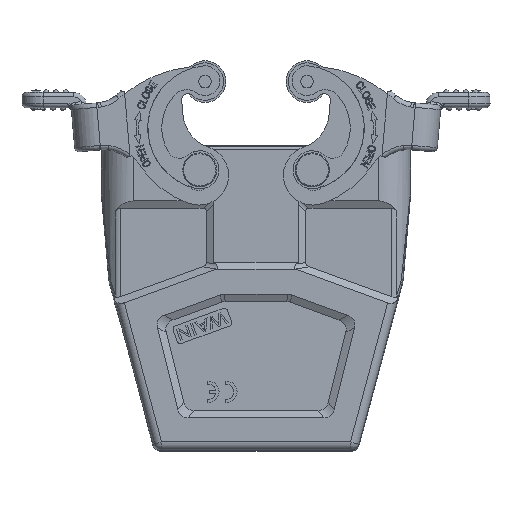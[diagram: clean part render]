
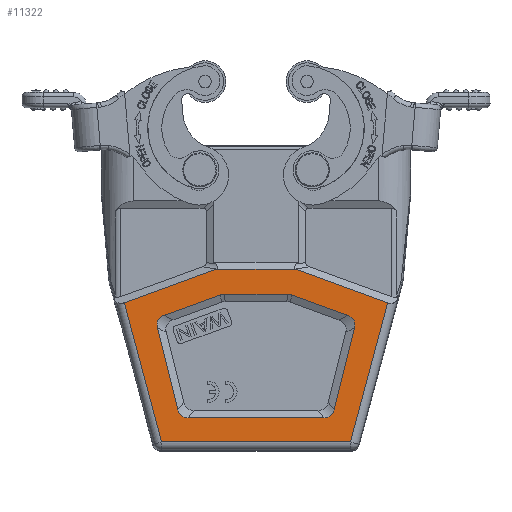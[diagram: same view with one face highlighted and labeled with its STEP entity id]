
A CAD part, front view. The second image highlights one B-rep face of the part: STEP entity #11322.
In plain terms, the highlighted planar face has unit normal (0, -1, 0).
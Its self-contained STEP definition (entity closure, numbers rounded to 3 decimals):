
#11322=ADVANCED_FACE('',(#12720,#12721),#12136,.F.);
#12136=PLANE('',#36287);
#12152=ELLIPSE('',#33963,12.156,5.);
#12153=ELLIPSE('',#33966,12.156,5.);
#12154=ELLIPSE('',#33969,12.766,5.);
#12155=ELLIPSE('',#33972,10.116,5.);
#12156=ELLIPSE('',#33975,10.116,5.);
#12157=ELLIPSE('',#33978,12.766,5.);
#12720=FACE_BOUND('',#14519,.T.);
#12721=FACE_BOUND('',#14520,.T.);
#14519=EDGE_LOOP('',(#26619,#26620,#26621,#26622,#26623,#26624,#26625,#26626,
#26627,#26628,#26629,#26630));
#14520=EDGE_LOOP('',(#26631,#26632,#26633,#26634,#26635,#26636));
#14687=LINE('',#43930,#16942);
#14690=LINE('',#43938,#16945);
#14693=LINE('',#43946,#16948);
#14696=LINE('',#43954,#16951);
#14699=LINE('',#43962,#16954);
#14701=LINE('',#43968,#16956);
#16747=LINE('',#57565,#19080);
#16756=LINE('',#57640,#19089);
#16757=LINE('',#57644,#19090);
#16759=LINE('',#57654,#19092);
#16771=LINE('',#57689,#19104);
#16772=LINE('',#57691,#19105);
#16942=VECTOR('',#36657,1.);
#16945=VECTOR('',#36666,1.);
#16948=VECTOR('',#36675,1.);
#16951=VECTOR('',#36684,1.);
#16954=VECTOR('',#36693,1.);
#16956=VECTOR('',#36701,1.);
#19080=VECTOR('',#43361,1.);
#19089=VECTOR('',#43404,1.);
#19090=VECTOR('',#43409,1.);
#19092=VECTOR('',#43421,1.);
#19104=VECTOR('',#43461,1.);
#19105=VECTOR('',#43464,1.);
#26619=ORIENTED_EDGE('',*,*,#29388,.T.);
#26620=ORIENTED_EDGE('',*,*,#29386,.F.);
#26621=ORIENTED_EDGE('',*,*,#29384,.T.);
#26622=ORIENTED_EDGE('',*,*,#29382,.T.);
#26623=ORIENTED_EDGE('',*,*,#29380,.T.);
#26624=ORIENTED_EDGE('',*,*,#29378,.F.);
#26625=ORIENTED_EDGE('',*,*,#29376,.T.);
#26626=ORIENTED_EDGE('',*,*,#29374,.T.);
#26627=ORIENTED_EDGE('',*,*,#29372,.T.);
#26628=ORIENTED_EDGE('',*,*,#29370,.T.);
#26629=ORIENTED_EDGE('',*,*,#29368,.F.);
#26630=ORIENTED_EDGE('',*,*,#29389,.T.);
#26631=ORIENTED_EDGE('',*,*,#32924,.T.);
#26632=ORIENTED_EDGE('',*,*,#32919,.F.);
#26633=ORIENTED_EDGE('',*,*,#32917,.F.);
#26634=ORIENTED_EDGE('',*,*,#32897,.T.);
#26635=ORIENTED_EDGE('',*,*,#32942,.F.);
#26636=ORIENTED_EDGE('',*,*,#32943,.F.);
#26837=VERTEX_POINT('',#43923);
#26838=VERTEX_POINT('',#43925);
#26839=VERTEX_POINT('',#43929);
#26840=VERTEX_POINT('',#43933);
#26841=VERTEX_POINT('',#43937);
#26842=VERTEX_POINT('',#43941);
#26843=VERTEX_POINT('',#43945);
#26844=VERTEX_POINT('',#43949);
#26845=VERTEX_POINT('',#43953);
#26846=VERTEX_POINT('',#43957);
#26847=VERTEX_POINT('',#43961);
#26848=VERTEX_POINT('',#43965);
#29144=VERTEX_POINT('',#57559);
#29145=VERTEX_POINT('',#57563);
#29155=VERTEX_POINT('',#57641);
#29156=VERTEX_POINT('',#57645);
#29157=VERTEX_POINT('',#57651);
#29167=VERTEX_POINT('',#57688);
#29368=EDGE_CURVE('',#26838,#26837,#12152,.T.);
#29370=EDGE_CURVE('',#26839,#26837,#14687,.T.);
#29372=EDGE_CURVE('',#26840,#26839,#12153,.T.);
#29374=EDGE_CURVE('',#26841,#26840,#14690,.T.);
#29376=EDGE_CURVE('',#26842,#26841,#12154,.T.);
#29378=EDGE_CURVE('',#26842,#26843,#14693,.T.);
#29380=EDGE_CURVE('',#26844,#26843,#12155,.T.);
#29382=EDGE_CURVE('',#26845,#26844,#14696,.T.);
#29384=EDGE_CURVE('',#26846,#26845,#12156,.T.);
#29386=EDGE_CURVE('',#26846,#26847,#14699,.T.);
#29388=EDGE_CURVE('',#26848,#26847,#12157,.T.);
#29389=EDGE_CURVE('',#26838,#26848,#14701,.T.);
#32897=EDGE_CURVE('',#29145,#29144,#16747,.T.);
#32917=EDGE_CURVE('',#29145,#29155,#16756,.T.);
#32919=EDGE_CURVE('',#29155,#29156,#16757,.T.);
#32924=EDGE_CURVE('',#29157,#29156,#16759,.T.);
#32942=EDGE_CURVE('',#29167,#29144,#16771,.T.);
#32943=EDGE_CURVE('',#29157,#29167,#16772,.T.);
#33963=AXIS2_PLACEMENT_3D('',#43926,#36652,#36653);
#33966=AXIS2_PLACEMENT_3D('',#43934,#36661,#36662);
#33969=AXIS2_PLACEMENT_3D('',#43942,#36670,#36671);
#33972=AXIS2_PLACEMENT_3D('',#43950,#36679,#36680);
#33975=AXIS2_PLACEMENT_3D('',#43958,#36688,#36689);
#33978=AXIS2_PLACEMENT_3D('',#43966,#36697,#36698);
#36287=AXIS2_PLACEMENT_3D('',#57693,#43467,#43468);
#36652=DIRECTION('',(0.,-1.,0.));
#36653=DIRECTION('',(-0.624,0.,-0.782));
#36657=DIRECTION('',(-1.,0.,0.));
#36661=DIRECTION('',(0.,1.,0.));
#36662=DIRECTION('',(0.624,0.,-0.782));
#36666=DIRECTION('',(-0.242,0.,-0.97));
#36670=DIRECTION('',(0.,1.,0.));
#36671=DIRECTION('',(-0.887,0.,-0.462));
#36675=DIRECTION('',(-0.94,0.,0.342));
#36679=DIRECTION('',(0.,1.,0.));
#36680=DIRECTION('',(0.174,0.,0.985));
#36684=DIRECTION('',(1.,0.,0.));
#36688=DIRECTION('',(0.,1.,0.));
#36689=DIRECTION('',(-0.174,0.,0.985));
#36693=DIRECTION('',(-0.94,0.,-0.342));
#36697=DIRECTION('',(0.,1.,0.));
#36698=DIRECTION('',(0.887,0.,-0.462));
#36701=DIRECTION('',(-0.242,0.,0.97));
#43361=DIRECTION('',(-1.,0.,0.));
#43404=DIRECTION('',(0.94,0.,-0.342));
#43409=DIRECTION('',(-0.259,0.,-0.966));
#43421=DIRECTION('',(1.,0.,0.));
#43461=DIRECTION('',(0.94,0.,0.342));
#43464=DIRECTION('',(-0.259,0.,0.966));
#43467=DIRECTION('',(0.,1.,0.));
#43468=DIRECTION('',(1.,0.,0.));
#43923=CARTESIAN_POINT('',(-15.977,-22.5,-64.151));
#43925=CARTESIAN_POINT('',(-18.398,-22.5,-62.277));
#43926=CARTESIAN_POINT('',(-9.991,-22.5,-54.151));
#43929=CARTESIAN_POINT('',(15.977,-22.5,-64.151));
#43930=CARTESIAN_POINT('',(15.977,-22.5,-64.151));
#43933=CARTESIAN_POINT('',(18.398,-22.5,-62.277));
#43934=CARTESIAN_POINT('',(9.991,-22.5,-54.151));
#43937=CARTESIAN_POINT('',(23.224,-22.5,-42.895));
#43938=CARTESIAN_POINT('',(23.224,-22.5,-42.895));
#43941=CARTESIAN_POINT('',(21.647,-22.5,-39.967));
#43942=CARTESIAN_POINT('',(11.769,-22.5,-47.013));
#43945=CARTESIAN_POINT('',(8.414,-22.5,-35.151));
#43946=CARTESIAN_POINT('',(21.647,-22.5,-39.967));
#43949=CARTESIAN_POINT('',(7.559,-22.5,-35.));
#43950=CARTESIAN_POINT('',(6.237,-22.5,-45.));
#43953=CARTESIAN_POINT('',(-7.559,-22.5,-35.));
#43954=CARTESIAN_POINT('',(-7.559,-22.5,-35.));
#43957=CARTESIAN_POINT('',(-8.414,-22.5,-35.151));
#43958=CARTESIAN_POINT('',(-6.237,-22.5,-45.));
#43961=CARTESIAN_POINT('',(-21.647,-22.5,-39.967));
#43962=CARTESIAN_POINT('',(-8.414,-22.5,-35.151));
#43965=CARTESIAN_POINT('',(-23.224,-22.5,-42.895));
#43966=CARTESIAN_POINT('',(-11.769,-22.5,-47.013));
#43968=CARTESIAN_POINT('',(-18.398,-22.5,-62.277));
#57559=CARTESIAN_POINT('',(-9.211,-22.499,-29.055));
#57563=CARTESIAN_POINT('',(9.211,-22.499,-29.055));
#57565=CARTESIAN_POINT('',(0.,-22.5,-29.057));
#57640=CARTESIAN_POINT('',(22.07,-22.5,-33.736));
#57641=CARTESIAN_POINT('',(31.065,-22.5,-37.01));
#57644=CARTESIAN_POINT('',(38.236,-22.5,-10.245));
#57645=CARTESIAN_POINT('',(22.273,-22.5,-69.821));
#57651=CARTESIAN_POINT('',(-22.273,-22.5,-69.821));
#57654=CARTESIAN_POINT('',(-22.273,-22.5,-69.821));
#57688=CARTESIAN_POINT('',(-31.065,-22.5,-37.01));
#57689=CARTESIAN_POINT('',(-22.07,-22.5,-33.736));
#57691=CARTESIAN_POINT('',(-66.131,-22.5,93.859));
#57693=CARTESIAN_POINT('',(0.,-22.5,0.));
